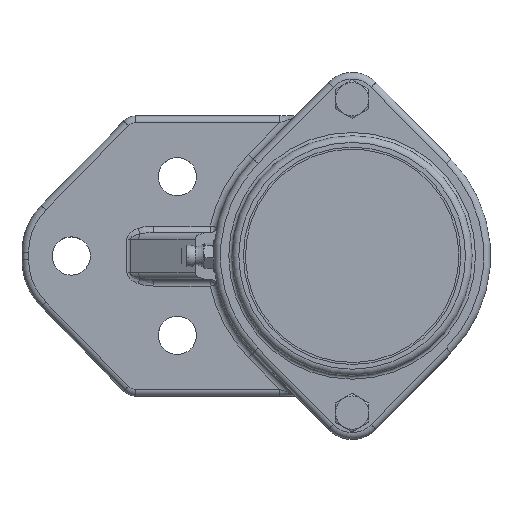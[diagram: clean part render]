
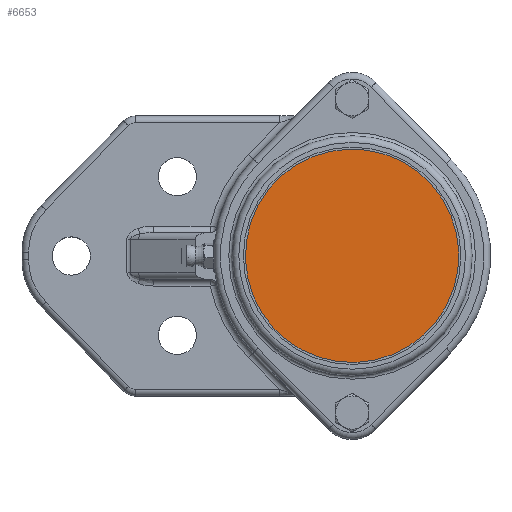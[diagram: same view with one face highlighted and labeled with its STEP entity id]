
A CAD part, top view. The second image highlights one B-rep face of the part: STEP entity #6653.
In plain terms, the highlighted planar face has unit normal (0, 0, 1).
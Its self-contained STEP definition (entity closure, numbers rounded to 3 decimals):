
#391=PLANE('',#7296);
#1412=FACE_OUTER_BOUND('',#1820,.T.);
#1820=EDGE_LOOP('',(#4949));
#2299=CIRCLE('',#7293,32.);
#2829=VERTEX_POINT('',#10983);
#3610=EDGE_CURVE('',#2829,#2829,#2299,.T.);
#4949=ORIENTED_EDGE('',*,*,#3610,.F.);
#6653=ADVANCED_FACE('',(#1412),#391,.T.);
#7293=AXIS2_PLACEMENT_3D('',#10984,#8635,#8636);
#7296=AXIS2_PLACEMENT_3D('',#10989,#8642,#8643);
#8635=DIRECTION('center_axis',(0.,0.,
-1.));
#8636=DIRECTION('ref_axis',(-0.469,-0.883,0.));
#8642=DIRECTION('center_axis',(0.,0.,
1.));
#8643=DIRECTION('ref_axis',(-0.469,-0.883,0.));
#10983=CARTESIAN_POINT('',(14.994,28.27,57.7));
#10984=CARTESIAN_POINT('Origin',(0.,0.,
57.7));
#10989=CARTESIAN_POINT('Origin',(0.,0.,
57.7));
